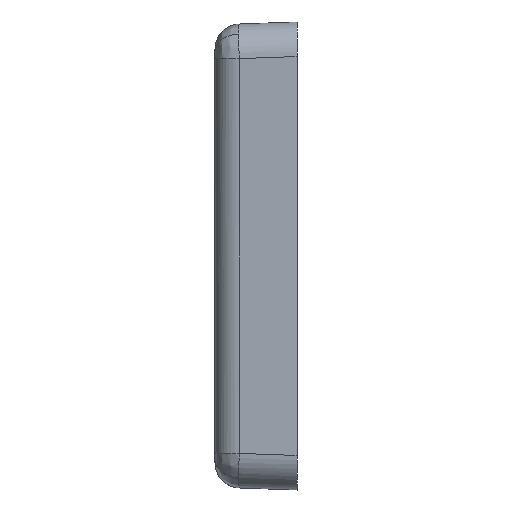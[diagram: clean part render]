
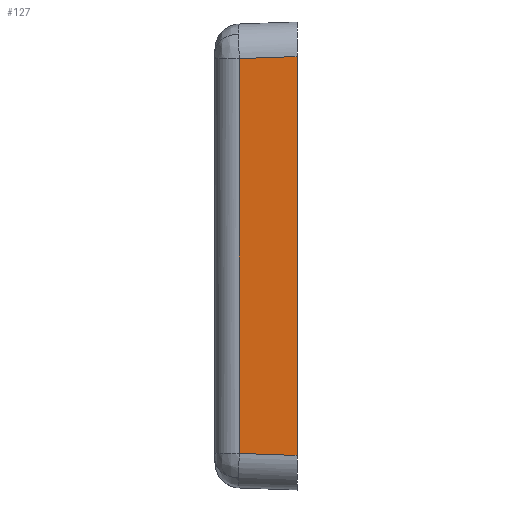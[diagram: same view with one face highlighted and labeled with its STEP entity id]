
A CAD part, left-side view. The second image highlights one B-rep face of the part: STEP entity #127.
In plain terms, the highlighted planar face has unit normal (-0.999, 0.035, 0).
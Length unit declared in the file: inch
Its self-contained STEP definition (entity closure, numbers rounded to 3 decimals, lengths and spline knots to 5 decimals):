
#54 = VERTEX_POINT ( 'NONE', #627 ) ;
#55 = EDGE_CURVE ( 'NONE', #54, #92, #646, .T. ) ;
#92 = VERTEX_POINT ( 'NONE', #844 ) ;
#119 = ORIENTED_EDGE ( 'NONE', *, *, #152, .T. ) ;
#120 = ORIENTED_EDGE ( 'NONE', *, *, #55, .T. ) ;
#122 = ORIENTED_EDGE ( 'NONE', *, *, #133, .T. ) ;
#123 = EDGE_CURVE ( 'NONE', #130, #54, #911, .T. ) ;
#124 = ORIENTED_EDGE ( 'NONE', *, *, #123, .T. ) ;
#126 = EDGE_LOOP ( 'NONE', ( #124, #120, #119, #122 ) ) ;
#127 = ADVANCED_FACE ( 'NONE', ( #906 ), #905, .T. ) ;
#130 = VERTEX_POINT ( 'NONE', #946 ) ;
#133 = EDGE_CURVE ( 'NONE', #1090, #130, #944, .T. ) ;
#152 = EDGE_CURVE ( 'NONE', #92, #1090, #1016, .T. ) ;
#627 = CARTESIAN_POINT ( 'NONE',  ( -5.3299, 0., 2.62517 ) ) ;
#643 = DIRECTION ( 'NONE',  ( 0.035, 0.999, -0.035 ) ) ;
#644 = VECTOR ( 'NONE', #643, 39.37008 ) ;
#645 = CARTESIAN_POINT ( 'NONE',  ( -5.31671, 0.37748, 2.61199 ) ) ;
#646 = LINE ( 'NONE', #645, #644 ) ;
#754 = CARTESIAN_POINT ( 'NONE',  ( -5.3033, 0.76152, -2.59858 ) ) ;
#844 = CARTESIAN_POINT ( 'NONE',  ( -5.3033, 0.76152, 2.59858 ) ) ;
#905 = PLANE ( 'NONE',  #950 ) ;
#906 = FACE_OUTER_BOUND ( 'NONE', #126, .T. ) ;
#907 = DIRECTION ( 'NONE',  ( 0., 0., 1. ) ) ;
#908 = VECTOR ( 'NONE', #907, 39.37008 ) ;
#909 = CARTESIAN_POINT ( 'NONE',  ( -5.3299, 0., 0. ) ) ;
#911 = LINE ( 'NONE', #909, #908 ) ;
#941 = DIRECTION ( 'NONE',  ( -0.035, -0.999, -0.035 ) ) ;
#942 = VECTOR ( 'NONE', #941, 39.37008 ) ;
#943 = CARTESIAN_POINT ( 'NONE',  ( -5.31671, 0.37748, -2.61199 ) ) ;
#944 = LINE ( 'NONE', #943, #942 ) ;
#946 = CARTESIAN_POINT ( 'NONE',  ( -5.3299, 0., -2.62517 ) ) ;
#947 = DIRECTION ( 'NONE',  ( -0.035, -0.999, 0. ) ) ;
#948 = DIRECTION ( 'NONE',  ( -0.999, 0.035, 0. ) ) ;
#949 = CARTESIAN_POINT ( 'NONE',  ( -5.3033, 0.76152, -2.65668 ) ) ;
#950 = AXIS2_PLACEMENT_3D ( 'NONE', #949, #948, #947 ) ;
#1013 = DIRECTION ( 'NONE',  ( 0., 0., -1. ) ) ;
#1014 = VECTOR ( 'NONE', #1013, 39.37008 ) ;
#1015 = CARTESIAN_POINT ( 'NONE',  ( -5.3033, 0.76152, 0. ) ) ;
#1016 = LINE ( 'NONE', #1015, #1014 ) ;
#1090 = VERTEX_POINT ( 'NONE', #754 ) ;
